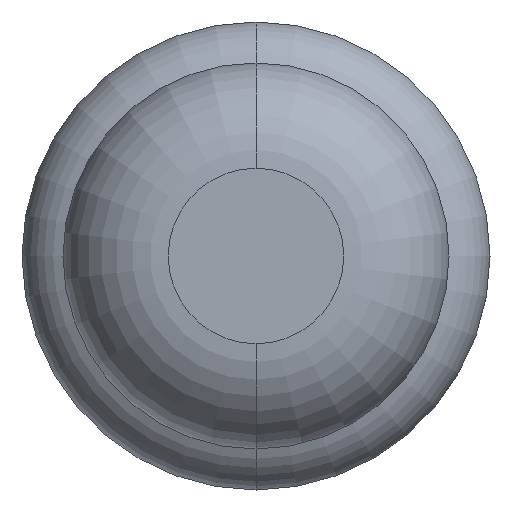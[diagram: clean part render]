
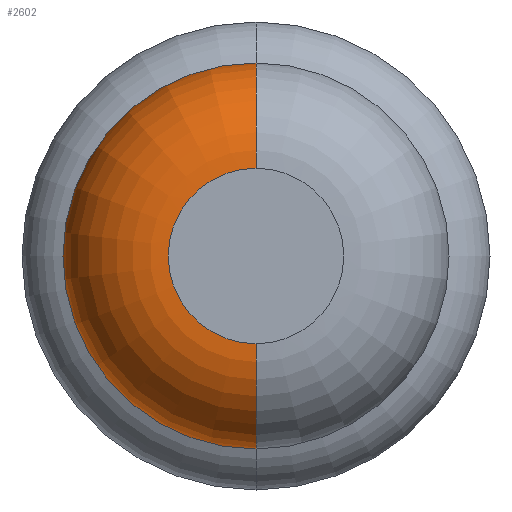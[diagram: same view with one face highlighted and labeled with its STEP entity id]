
A CAD part, front view. The second image highlights one B-rep face of the part: STEP entity #2602.
In plain terms, the highlighted toroidal (fillet/blend) face has major radius 0.375 mm and minor radius 0.45 mm.
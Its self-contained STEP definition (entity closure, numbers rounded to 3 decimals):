
#83 = EDGE_LOOP ( 'NONE', ( #175, #1470, #2630, #3286 ) ) ;
#97 = DIRECTION ( 'NONE',  ( 1., 0., 0. ) ) ;
#175 = ORIENTED_EDGE ( 'NONE', *, *, #557, .F. ) ;
#197 = AXIS2_PLACEMENT_3D ( 'NONE', #3423, #3218, #545 ) ;
#204 = AXIS2_PLACEMENT_3D ( 'NONE', #1841, #1314, #209 ) ;
#209 = DIRECTION ( 'NONE',  ( 0., 0., 1. ) ) ;
#272 = FACE_OUTER_BOUND ( 'NONE', #83, .T. ) ;
#291 = CARTESIAN_POINT ( 'NONE',  ( 0., -28.55, -0.825 ) ) ;
#295 = DIRECTION ( 'NONE',  ( 0., 0., 1. ) ) ;
#319 = AXIS2_PLACEMENT_3D ( 'NONE', #1920, #2723, #295 ) ;
#545 = DIRECTION ( 'NONE',  ( 0., 0., 1. ) ) ;
#557 = EDGE_CURVE ( 'NONE', #842, #1183, #2307, .T. ) ;
#620 = DIRECTION ( 'NONE',  ( 0., 1., 0. ) ) ;
#744 = CIRCLE ( 'NONE', #197, 0.45 ) ;
#842 = VERTEX_POINT ( 'NONE', #3446 ) ;
#925 = VERTEX_POINT ( 'NONE', #2699 ) ;
#979 = EDGE_CURVE ( 'NONE', #925, #2144, #744, .T. ) ;
#1183 = VERTEX_POINT ( 'NONE', #291 ) ;
#1207 = CARTESIAN_POINT ( 'NONE',  ( 0., -28.55, -0.375 ) ) ;
#1314 = DIRECTION ( 'NONE',  ( 0., 1., 0. ) ) ;
#1458 = DIRECTION ( 'NONE',  ( 0., 0., -1. ) ) ;
#1467 = CIRCLE ( 'NONE', #319, 0.825 ) ;
#1470 = ORIENTED_EDGE ( 'NONE', *, *, #2771, .T. ) ;
#1831 = AXIS2_PLACEMENT_3D ( 'NONE', #1207, #97, #1458 ) ;
#1841 = CARTESIAN_POINT ( 'NONE',  ( 0., -29., 0. ) ) ;
#1895 = TOROIDAL_SURFACE ( 'NONE', #2395, 0.375, 0.45 ) ;
#1920 = CARTESIAN_POINT ( 'NONE',  ( 0., -28.55, 0. ) ) ;
#2144 = VERTEX_POINT ( 'NONE', #2258 ) ;
#2258 = CARTESIAN_POINT ( 'NONE',  ( 0., -28.55, 0.825 ) ) ;
#2307 = CIRCLE ( 'NONE', #1831, 0.45 ) ;
#2395 = AXIS2_PLACEMENT_3D ( 'NONE', #3099, #620, #3113 ) ;
#2402 = CIRCLE ( 'NONE', #204, 0.375 ) ;
#2602 = ADVANCED_FACE ( 'Defeature ausgef�hrt1_2', ( #272 ), #1895, .T. ) ;
#2630 = ORIENTED_EDGE ( 'NONE', *, *, #979, .T. ) ;
#2699 = CARTESIAN_POINT ( 'NONE',  ( 0., -29., 0.375 ) ) ;
#2723 = DIRECTION ( 'NONE',  ( 0., 1., 0. ) ) ;
#2771 = EDGE_CURVE ( 'Defeature ausgef�hrt1_2+Defeature ausgef�hrt1_1+Defeature ausgef�hrt1_1+Defeature ausgef�hrt1_1', #842, #925, #2402, .T. ) ;
#3099 = CARTESIAN_POINT ( 'NONE',  ( 0., -28.55, 0. ) ) ;
#3113 = DIRECTION ( 'NONE',  ( 0., 0., 1. ) ) ;
#3206 = EDGE_CURVE ( 'Defeature ausgef�hrt1_3+Defeature ausgef�hrt1_2+Defeature ausgef�hrt1_2+Defeature ausgef�hrt1_2', #1183, #2144, #1467, .T. ) ;
#3218 = DIRECTION ( 'NONE',  ( -1., 0., 0. ) ) ;
#3286 = ORIENTED_EDGE ( 'NONE', *, *, #3206, .F. ) ;
#3423 = CARTESIAN_POINT ( 'NONE',  ( 0., -28.55, 0.375 ) ) ;
#3446 = CARTESIAN_POINT ( 'NONE',  ( 0., -29., -0.375 ) ) ;
